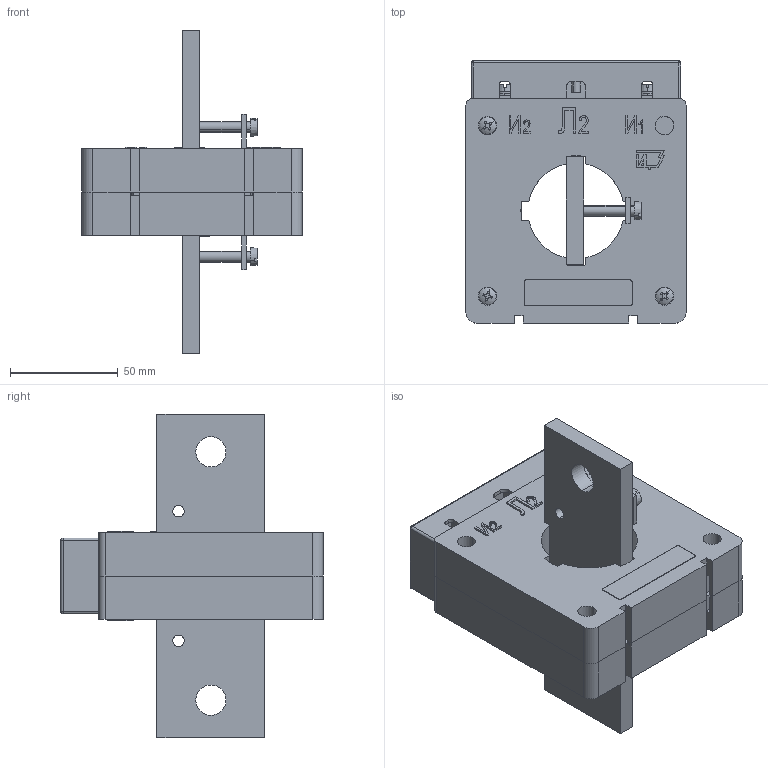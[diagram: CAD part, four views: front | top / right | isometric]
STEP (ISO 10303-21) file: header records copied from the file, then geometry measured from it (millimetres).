
FILE_DESCRIPTION (( 'STEP AP214' ), '1' );
FILE_NAME ('ﾒ-0,66-3ﾍ.STEP', '2023-08-01T06:38:17', ( '' ), ( '' ), 'SwSTEP 2.0', 'SolidWorks 2014', '' );
FILE_SCHEMA (( 'AUTOMOTIVE_DESIGN' ));
Length unit declared in the file: millimetre
Products named in the file (49): Ãàéêà Ì4.5.019 ÃÎÑÒ5915-70; Øóðóï 2-4õ20.019 ÃÎÑÒ 1144-80; 妈眚 󊙆5.58.019 梦岩17473-80; 妈眚 󊙅0.58.019 梦岩17473-80; 妈眚 󊅠.58.019 梦岩17473-80; 屡扔.754312.173 亦犭梓赅; ÂÅÈÓ.754312.152 Òàáëè÷êà ïðåäñòàâèòåëüíàÿ; ÂÅÈÓ.685412.034 Ìàãíèòîïðîâîä ñ îáìîòêîé; ÂÅÈÓ.757249.004 Ïëàñòèíà êîíòàêòíàÿ; ﾘ琺矜 5.01.019 ﾃﾎﾑﾒ11371-78; ﾘ琺矜 5.65ﾃ.019 ﾃﾎﾑﾒ 6402-70; 屡扔.685527.043 罔磬; 屡扔.685527.043 罔磬_-02; ÂÅÈÓ.323293.018-01 Êðûøêà çàùèòíàÿ; ÂÅÈÓ.323293.018-01 Êðûøêà çàùèòíàÿ_-01; 屡扔.741131.008 想囗赅; 屡扔.741131.008 想囗赅_-02; ÂÅÈÓ.686171.019 Ïîëóêîðïóñ Ë2; ÂÅÈÓ.686171.018 Ïîëóêîðïóñ Ë1; ﾒ-0,66-3ﾍ; 屡扔.754468.001 想铎徉
Assembly tree (32 placements, depth 3):
  Ãàéêà Ì4.5.019 ÃÎÑÒ5915-70
  Øóðóï 2-4õ20.019 ÃÎÑÒ 1144-80
  Øóðóï 2-4õ20.019 ÃÎÑÒ 1144-80
  Øóðóï 2-4õ20.019 ÃÎÑÒ 1144-80
  妈眚 󊙆5.58.019 梦岩17473-80
Bounding box: 102 x 121.5 x 150 mm (x, y, z)
Volume: 189285 mm3; surface area: 140262.2 mm2
Topology: 31 solids, 31 shells, 1070 faces, 2804 edges, 1832 vertices
Faces by surface type: plane 667, cylinder 241, cone 80, torus 38, bspline 28, sphere 16
Entity records: 28366 total; most frequent: CARTESIAN_POINT 6379, ORIENTED_EDGE 4352, DIRECTION 4205, EDGE_CURVE 2176, VECTOR 1535, LINE 1535, VERTEX_POINT 1433, AXIS2_PLACEMENT_3D 1335
